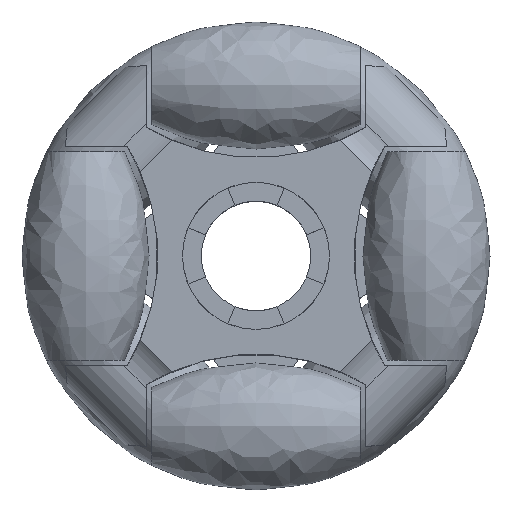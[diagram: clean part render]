
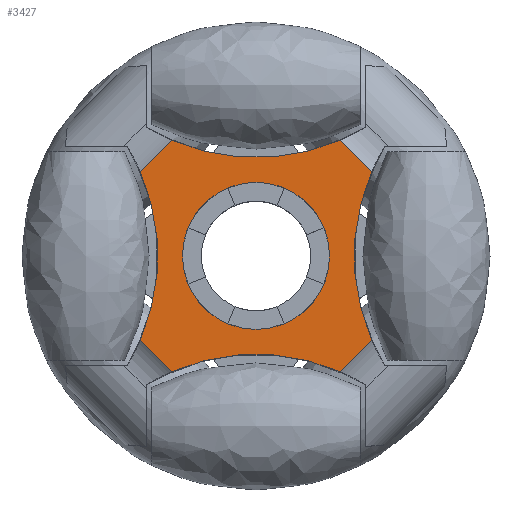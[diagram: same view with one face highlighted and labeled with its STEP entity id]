
A CAD part, top view. The second image highlights one B-rep face of the part: STEP entity #3427.
In plain terms, the highlighted planar face has unit normal (0, 0, 1).
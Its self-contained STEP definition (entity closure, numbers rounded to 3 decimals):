
#45=FACE_BOUND('',#584,.T.);
#254=CIRCLE('',#3637,5.5);
#256=CIRCLE('',#3666,15.85);
#258=CIRCLE('',#3682,15.85);
#259=CIRCLE('',#3689,15.85);
#262=CIRCLE('',#3701,15.85);
#385=FACE_OUTER_BOUND('',#583,.T.);
#583=EDGE_LOOP('',(#2463,#2464,#2465,#2466,#2467,#2468,#2469,#2470));
#584=EDGE_LOOP('',(#2471));
#780=LINE('',#5198,#1074);
#794=LINE('',#5253,#1088);
#808=LINE('',#5311,#1102);
#822=LINE('',#5378,#1116);
#1074=VECTOR('',#4123,10.);
#1088=VECTOR('',#4163,10.);
#1102=VECTOR('',#4209,10.);
#1116=VECTOR('',#4261,10.);
#1362=VERTEX_POINT('',#5160);
#1374=VERTEX_POINT('',#5190);
#1375=VERTEX_POINT('',#5197);
#1390=VERTEX_POINT('',#5245);
#1391=VERTEX_POINT('',#5252);
#1406=VERTEX_POINT('',#5303);
#1407=VERTEX_POINT('',#5310);
#1418=VERTEX_POINT('',#5352);
#1423=VERTEX_POINT('',#5371);
#1727=EDGE_CURVE('',#1362,#1362,#254,.T.);
#1742=EDGE_CURVE('',#1374,#1375,#780,.T.);
#1764=EDGE_CURVE('',#1390,#1391,#794,.T.);
#1774=EDGE_CURVE('',#1390,#1375,#256,.T.);
#1788=EDGE_CURVE('',#1406,#1407,#808,.T.);
#1798=EDGE_CURVE('',#1406,#1391,#258,.T.);
#1808=EDGE_CURVE('',#1418,#1374,#259,.T.);
#1815=EDGE_CURVE('',#1423,#1418,#822,.T.);
#1824=EDGE_CURVE('',#1407,#1423,#262,.T.);
#2463=ORIENTED_EDGE('',*,*,#1774,.T.);
#2464=ORIENTED_EDGE('',*,*,#1742,.F.);
#2465=ORIENTED_EDGE('',*,*,#1808,.F.);
#2466=ORIENTED_EDGE('',*,*,#1815,.F.);
#2467=ORIENTED_EDGE('',*,*,#1824,.F.);
#2468=ORIENTED_EDGE('',*,*,#1788,.F.);
#2469=ORIENTED_EDGE('',*,*,#1798,.T.);
#2470=ORIENTED_EDGE('',*,*,#1764,.F.);
#2471=ORIENTED_EDGE('',*,*,#1727,.T.);
#3277=PLANE('',#3702);
#3427=ADVANCED_FACE('',(#385,#45),#3277,.F.);
#3637=AXIS2_PLACEMENT_3D('',#5161,#4095,#4096);
#3666=AXIS2_PLACEMENT_3D('',#5275,#4182,#4183);
#3682=AXIS2_PLACEMENT_3D('',#5333,#4228,#4229);
#3689=AXIS2_PLACEMENT_3D('',#5359,#4247,#4248);
#3701=AXIS2_PLACEMENT_3D('',#5394,#4280,#4281);
#3702=AXIS2_PLACEMENT_3D('',#5395,#4282,#4283);
#4095=DIRECTION('center_axis',(0.,0.,-1.));
#4096=DIRECTION('ref_axis',(1.,0.,0.));
#4123=DIRECTION('',(-0.707,-0.707,0.));
#4163=DIRECTION('',(-0.707,0.707,0.));
#4182=DIRECTION('center_axis',(0.,0.,-1.));
#4183=DIRECTION('ref_axis',(0.517,0.856,0.));
#4209=DIRECTION('',(0.707,0.707,0.));
#4228=DIRECTION('center_axis',(0.,0.,-1.));
#4229=DIRECTION('ref_axis',(0.856,-0.517,0.));
#4247=DIRECTION('center_axis',(0.,0.,1.));
#4248=DIRECTION('ref_axis',(-0.856,-0.517,0.));
#4261=DIRECTION('',(0.707,-0.707,0.));
#4280=DIRECTION('center_axis',(0.,0.,1.));
#4281=DIRECTION('ref_axis',(0.517,-0.856,0.));
#4282=DIRECTION('center_axis',(0.,0.,-1.));
#4283=DIRECTION('ref_axis',(0.,1.,0.));
#5160=CARTESIAN_POINT('',(-5.5,0.,4.85));
#5161=CARTESIAN_POINT('Origin',(0.,0.,4.85));
#5190=CARTESIAN_POINT('',(8.666,-6.324,4.85));
#5197=CARTESIAN_POINT('',(6.324,-8.666,4.85));
#5198=CARTESIAN_POINT('',(7.495,-7.495,4.85));
#5245=CARTESIAN_POINT('',(-6.324,-8.666,4.85));
#5252=CARTESIAN_POINT('',(-8.666,-6.324,4.85));
#5253=CARTESIAN_POINT('',(-7.495,-7.495,4.85));
#5275=CARTESIAN_POINT('Origin',(0.,-23.2,4.85));
#5303=CARTESIAN_POINT('',(-8.666,6.324,4.85));
#5310=CARTESIAN_POINT('',(-6.324,8.666,4.85));
#5311=CARTESIAN_POINT('',(-7.495,7.495,4.85));
#5333=CARTESIAN_POINT('Origin',(-23.2,0.,4.85));
#5352=CARTESIAN_POINT('',(8.666,6.324,4.85));
#5359=CARTESIAN_POINT('Origin',(23.2,0.,4.85));
#5371=CARTESIAN_POINT('',(6.324,8.666,4.85));
#5378=CARTESIAN_POINT('',(7.495,7.495,4.85));
#5394=CARTESIAN_POINT('Origin',(0.,23.2,4.85));
#5395=CARTESIAN_POINT('Origin',(5.975,8.575,4.85));
